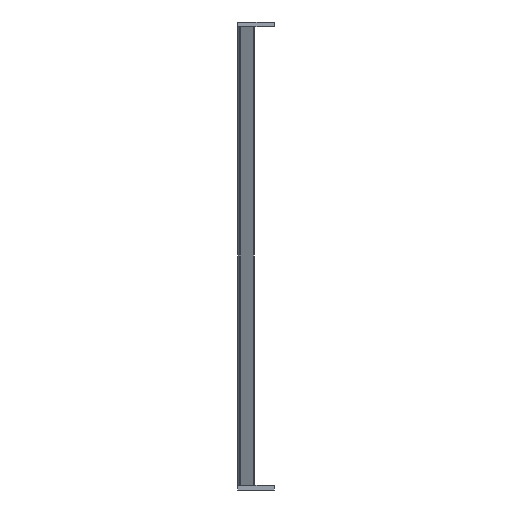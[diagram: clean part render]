
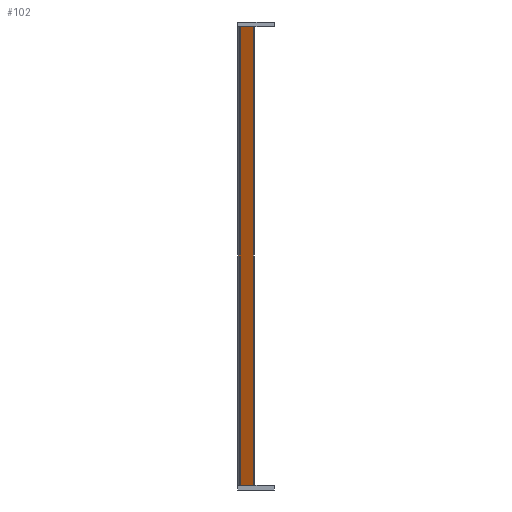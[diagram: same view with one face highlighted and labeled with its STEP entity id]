
A CAD part, left-side view. The second image highlights one B-rep face of the part: STEP entity #102.
In plain terms, the highlighted planar face has unit normal (-0.866, 0.5, 0).
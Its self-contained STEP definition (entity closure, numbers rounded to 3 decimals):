
#18 = LINE ( 'NONE', #266, #373 ) ;
#48 = DIRECTION ( 'NONE',  ( 0.5, 0.866, 0. ) ) ;
#58 = VERTEX_POINT ( 'NONE', #117 ) ;
#60 = CARTESIAN_POINT ( 'NONE',  ( -19.34, -2., -500. ) ) ;
#65 = CARTESIAN_POINT ( 'NONE',  ( -18.762, -1., 0. ) ) ;
#73 = VERTEX_POINT ( 'NONE', #827 ) ;
#79 = EDGE_CURVE ( 'NONE', #216, #73, #297, .T. ) ;
#100 = ORIENTED_EDGE ( 'NONE', *, *, #168, .F. ) ;
#102 = ADVANCED_FACE ( 'NONE', ( #587 ), #399, .F. ) ;
#114 = EDGE_CURVE ( 'NONE', #216, #58, #18, .T. ) ;
#117 = CARTESIAN_POINT ( 'NONE',  ( -19.34, -2., -500. ) ) ;
#168 = EDGE_CURVE ( 'NONE', #58, #725, #883, .T. ) ;
#216 = VERTEX_POINT ( 'NONE', #350 ) ;
#231 = EDGE_CURVE ( 'NONE', #73, #725, #265, .T. ) ;
#246 = AXIS2_PLACEMENT_3D ( 'NONE', #693, #472, #48 ) ;
#250 = VECTOR ( 'NONE', #687, 1000. ) ;
#265 = LINE ( 'NONE', #65, #836 ) ;
#266 = CARTESIAN_POINT ( 'NONE',  ( -18.762, -1., -500. ) ) ;
#297 = LINE ( 'NONE', #461, #250 ) ;
#319 = ORIENTED_EDGE ( 'NONE', *, *, #231, .T. ) ;
#332 = VECTOR ( 'NONE', #554, 1000. ) ;
#350 = CARTESIAN_POINT ( 'NONE',  ( -28., -17., -500. ) ) ;
#373 = VECTOR ( 'NONE', #620, 1000. ) ;
#384 = ORIENTED_EDGE ( 'NONE', *, *, #79, .T. ) ;
#399 = PLANE ( 'NONE',  #246 ) ;
#461 = CARTESIAN_POINT ( 'NONE',  ( -28., -17., -500. ) ) ;
#472 = DIRECTION ( 'NONE',  ( 0.866, -0.5, 0. ) ) ;
#554 = DIRECTION ( 'NONE',  ( 0., 0., 1. ) ) ;
#587 = FACE_OUTER_BOUND ( 'NONE', #746, .T. ) ;
#614 = ORIENTED_EDGE ( 'NONE', *, *, #114, .F. ) ;
#620 = DIRECTION ( 'NONE',  ( 0.5, 0.866, 0. ) ) ;
#687 = DIRECTION ( 'NONE',  ( 0., 0., 1. ) ) ;
#693 = CARTESIAN_POINT ( 'NONE',  ( -18.762, -1., -500. ) ) ;
#710 = DIRECTION ( 'NONE',  ( 0.5, 0.866, 0. ) ) ;
#725 = VERTEX_POINT ( 'NONE', #740 ) ;
#740 = CARTESIAN_POINT ( 'NONE',  ( -19.34, -2., 0. ) ) ;
#746 = EDGE_LOOP ( 'NONE', ( #319, #100, #614, #384 ) ) ;
#827 = CARTESIAN_POINT ( 'NONE',  ( -28., -17., 0. ) ) ;
#836 = VECTOR ( 'NONE', #710, 1000. ) ;
#883 = LINE ( 'NONE', #60, #332 ) ;
